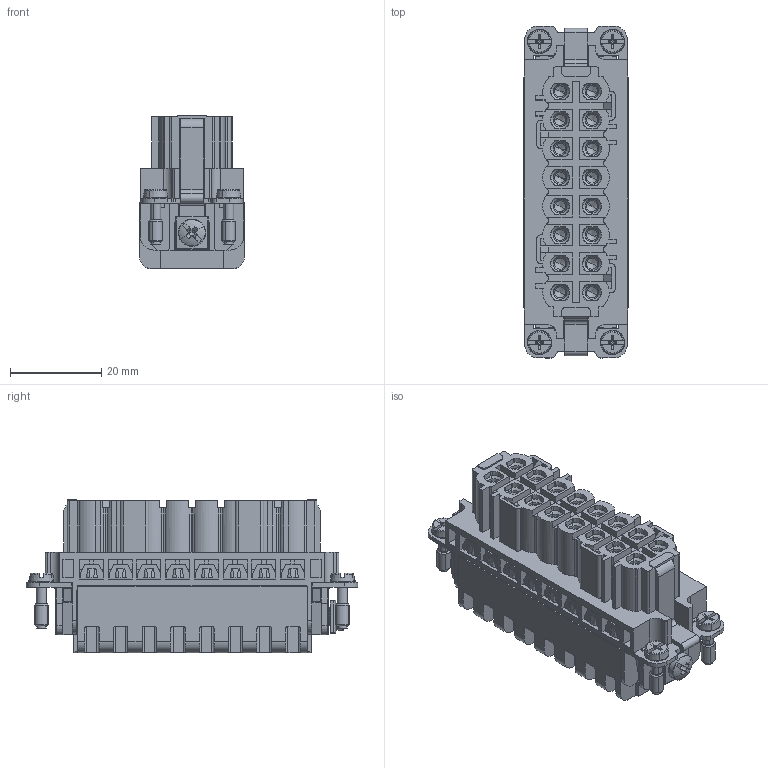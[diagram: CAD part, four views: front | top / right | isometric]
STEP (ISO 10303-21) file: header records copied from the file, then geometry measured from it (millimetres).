
FILE_DESCRIPTION(('CATIA V5 STEP','CAx-IF Rec.Pracs.--- Model Styling and Organization---1.2---2011-12-15'),'2;1');
FILE_NAME ('13439540_2', '2018-08-16T06:54:40+00:00', ('none'), ('Weidmueller'), 'CATIA Version 5-6 Release 2014 SP4 HF52', 'CATIA V5 STEP AP214', 'none');
FILE_SCHEMA(('AUTOMOTIVE_DESIGN { 1 0 10303 214 1 1 1 1 }'));
Products named in the file (1): 1896800000
Bounding box: 22.9 x 72.8 x 33.65 mm (x, y, z)
Volume: 23099 mm3; surface area: 34565.4 mm2
Topology: 2 solids, 2 shells, 4417 faces, 13044 edges, 8575 vertices
Faces by surface type: plane 2670, cylinder 1128, cone 367, torus 148, bspline 98, sphere 4, revolution 2
Entity records: 150999 total; most frequent: CARTESIAN_POINT 44276, ORIENTED_EDGE 25994, DIRECTION 16101, EDGE_CURVE 12997, VECTOR 8706, LINE 8706, VERTEX_POINT 8575, AXIS2_PLACEMENT_3D 5038
